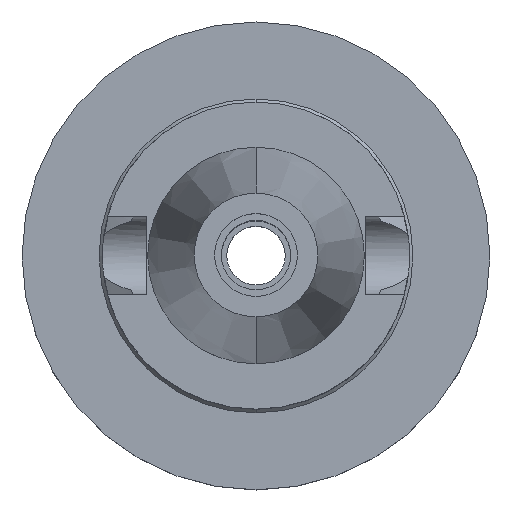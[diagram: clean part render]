
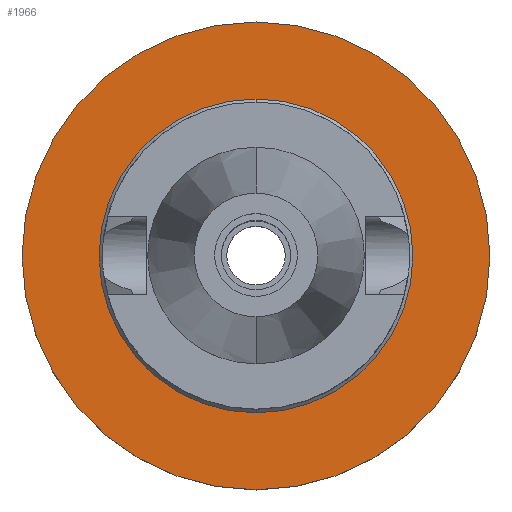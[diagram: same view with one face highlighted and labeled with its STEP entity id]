
A CAD part, top view. The second image highlights one B-rep face of the part: STEP entity #1966.
In plain terms, the highlighted planar face has unit normal (0, 0, 1).
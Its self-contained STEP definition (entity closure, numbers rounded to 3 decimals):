
#705=CARTESIAN_POINT('',(0.,0.,-45.));
#706=DIRECTION('',(0.,0.,-1.));
#707=DIRECTION('',(0.,-1.,0.));
#708=AXIS2_PLACEMENT_3D('',#705,#706,#707);
#713=CARTESIAN_POINT('',(0.,0.,-45.));
#714=DIRECTION('',(0.,0.,-1.));
#715=DIRECTION('',(0.,1.,0.));
#716=AXIS2_PLACEMENT_3D('',#713,#714,#715);
#721=CARTESIAN_POINT('',(0.,0.,-45.));
#722=DIRECTION('',(0.,0.,1.));
#723=DIRECTION('',(0.,-1.,0.));
#724=AXIS2_PLACEMENT_3D('',#721,#722,#723);
#729=CARTESIAN_POINT('',(0.,0.,-45.));
#730=DIRECTION('',(0.,0.,1.));
#731=DIRECTION('',(0.,1.,0.));
#732=AXIS2_PLACEMENT_3D('',#729,#730,#731);
#1335=CARTESIAN_POINT('',(0.,48.,-45.));
#1336=VERTEX_POINT('',#1335);
#1337=CARTESIAN_POINT('',(0.,-48.,-45.));
#1338=VERTEX_POINT('',#1337);
#1339=CARTESIAN_POINT('',(0.,-32.2,-45.));
#1340=CARTESIAN_POINT('',(0.,32.2,-45.));
#1341=VERTEX_POINT('',#1339);
#1342=VERTEX_POINT('',#1340);
#1951=CARTESIAN_POINT('',(0.,0.,-45.));
#1952=DIRECTION('',(0.,0.,-1.));
#1953=DIRECTION('',(0.,-1.,0.));
#1954=AXIS2_PLACEMENT_3D('',#1951,#1952,#1953);
#1955=PLANE('',#1954);
#1957=ORIENTED_EDGE('',*,*,#1956,.T.);
#1959=ORIENTED_EDGE('',*,*,#1958,.T.);
#1960=EDGE_LOOP('',(#1957,#1959));
#1961=FACE_OUTER_BOUND('',#1960,.F.);
#1962=ORIENTED_EDGE('',*,*,#1930,.T.);
#1963=ORIENTED_EDGE('',*,*,#1946,.T.);
#1964=EDGE_LOOP('',(#1962,#1963));
#1965=FACE_BOUND('',#1964,.F.);
#709=CIRCLE('',#708,48.);
#717=CIRCLE('',#716,48.);
#725=CIRCLE('',#724,32.2);
#733=CIRCLE('',#732,32.2);
#1930=EDGE_CURVE('',#1341,#1342,#725,.T.);
#1946=EDGE_CURVE('',#1342,#1341,#733,.T.);
#1956=EDGE_CURVE('',#1338,#1336,#709,.T.);
#1958=EDGE_CURVE('',#1336,#1338,#717,.T.);
#1966=ADVANCED_FACE('',(#1961,#1965),#1955,.F.);
